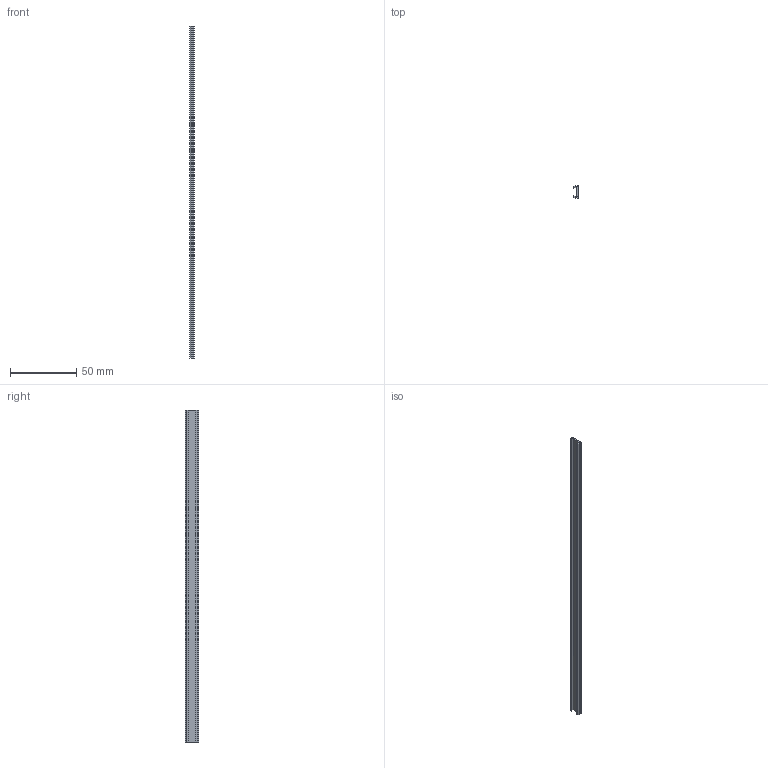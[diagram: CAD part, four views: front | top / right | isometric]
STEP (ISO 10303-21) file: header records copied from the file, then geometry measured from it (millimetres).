
FILE_DESCRIPTION (( 'STEP AP214' ), '1' );
FILE_NAME ('T_Slot_Cover_1.0_-_250mm.STEP', '2017-06-06T06:21:39', ( '' ), ( '' ), 'SwSTEP 2.0', 'SolidWorks 2014', '' );
FILE_SCHEMA (( 'AUTOMOTIVE_DESIGN' ));
Length unit declared in the file: millimetre
Products named in the file (1): T_Slot_Cover_1.0_-_250mm
Bounding box: 3.2 x 9.8 x 250 mm (x, y, z)
Volume: 3565 mm3; surface area: 7837.9 mm2
Topology: 1 solids, 1 shells, 20 faces, 54 edges, 36 vertices
Faces by surface type: plane 20
Entity records: 652 total; most frequent: CARTESIAN_POINT 111, ORIENTED_EDGE 108, DIRECTION 96, LINE 54, VECTOR 54, EDGE_CURVE 54, VERTEX_POINT 36, AXIS2_PLACEMENT_3D 21
